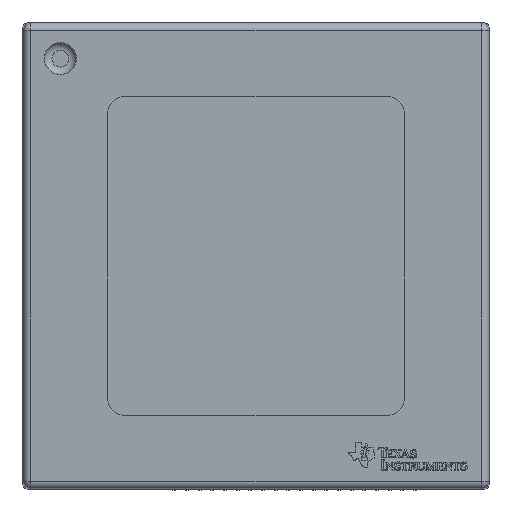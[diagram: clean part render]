
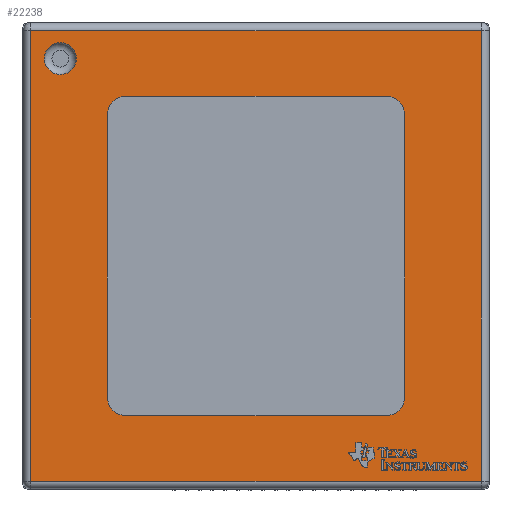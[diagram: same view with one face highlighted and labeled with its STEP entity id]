
A CAD part, top view. The second image highlights one B-rep face of the part: STEP entity #22238.
In plain terms, the highlighted planar face has unit normal (0, 0, 1).
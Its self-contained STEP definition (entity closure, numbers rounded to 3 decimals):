
#691=LINE('',#29882,#3603);
#695=LINE('',#29894,#3607);
#699=LINE('',#29906,#3611);
#703=LINE('',#29917,#3615);
#721=LINE('',#29974,#3633);
#722=LINE('',#29979,#3634);
#723=LINE('',#29985,#3635);
#724=LINE('',#29990,#3636);
#3603=VECTOR('',#24692,6.635);
#3607=VECTOR('',#24704,7.2);
#3611=VECTOR('',#24716,6.635);
#3615=VECTOR('',#24728,7.2);
#3633=VECTOR('',#24788,11.55);
#3634=VECTOR('',#24795,11.55);
#3635=VECTOR('',#24804,11.55);
#3636=VECTOR('',#24813,11.55);
#6546=PLANE('',#23587);
#7592=FACE_BOUND('',#8877,.T.);
#7593=FACE_BOUND('',#8878,.T.);
#7626=FACE_OUTER_BOUND('',#8876,.T.);
#8876=EDGE_LOOP('',(#15740,#15741,#15742,#15743));
#8877=EDGE_LOOP('',(#15744));
#8878=EDGE_LOOP('',(#15745,#15746,#15747,#15748,#15749,#15750,#15751,#15752));
#10104=CIRCLE('',#23535,0.409);
#10105=CIRCLE('',#23538,0.5);
#10107=CIRCLE('',#23542,0.5);
#10109=CIRCLE('',#23546,0.5);
#10111=CIRCLE('',#23550,0.5);
#10150=VERTEX_POINT('',#29868);
#10151=VERTEX_POINT('',#29872);
#10152=VERTEX_POINT('',#29873);
#10155=VERTEX_POINT('',#29881);
#10157=VERTEX_POINT('',#29887);
#10159=VERTEX_POINT('',#29893);
#10161=VERTEX_POINT('',#29899);
#10163=VERTEX_POINT('',#29905);
#10165=VERTEX_POINT('',#29911);
#10183=VERTEX_POINT('',#29970);
#10184=VERTEX_POINT('',#29972);
#10185=VERTEX_POINT('',#29976);
#10186=VERTEX_POINT('',#29982);
#12340=EDGE_CURVE('',#10150,#10150,#10104,.T.);
#12341=EDGE_CURVE('',#10151,#10152,#10105,.T.);
#12345=EDGE_CURVE('',#10155,#10151,#691,.T.);
#12348=EDGE_CURVE('',#10157,#10155,#10107,.T.);
#12351=EDGE_CURVE('',#10159,#10157,#695,.T.);
#12354=EDGE_CURVE('',#10161,#10159,#10109,.T.);
#12357=EDGE_CURVE('',#10163,#10161,#699,.T.);
#12360=EDGE_CURVE('',#10165,#10163,#10111,.T.);
#12363=EDGE_CURVE('',#10152,#10165,#703,.T.);
#12391=EDGE_CURVE('',#10184,#10183,#721,.T.);
#12394=EDGE_CURVE('',#10183,#10185,#722,.T.);
#12397=EDGE_CURVE('',#10185,#10186,#723,.T.);
#12400=EDGE_CURVE('',#10186,#10184,#724,.T.);
#15740=ORIENTED_EDGE('',*,*,#12391,.F.);
#15741=ORIENTED_EDGE('',*,*,#12400,.F.);
#15742=ORIENTED_EDGE('',*,*,#12397,.F.);
#15743=ORIENTED_EDGE('',*,*,#12394,.F.);
#15744=ORIENTED_EDGE('',*,*,#12340,.T.);
#15745=ORIENTED_EDGE('',*,*,#12341,.T.);
#15746=ORIENTED_EDGE('',*,*,#12363,.T.);
#15747=ORIENTED_EDGE('',*,*,#12360,.T.);
#15748=ORIENTED_EDGE('',*,*,#12357,.T.);
#15749=ORIENTED_EDGE('',*,*,#12354,.T.);
#15750=ORIENTED_EDGE('',*,*,#12351,.T.);
#15751=ORIENTED_EDGE('',*,*,#12348,.T.);
#15752=ORIENTED_EDGE('',*,*,#12345,.T.);
#22238=ADVANCED_FACE('',(#7626,#7592,#7593),#6546,.T.);
#23535=AXIS2_PLACEMENT_3D('',#29869,#24678,#24679);
#23538=AXIS2_PLACEMENT_3D('',#29874,#24684,#24685);
#23542=AXIS2_PLACEMENT_3D('',#29888,#24697,#24698);
#23546=AXIS2_PLACEMENT_3D('',#29900,#24709,#24710);
#23550=AXIS2_PLACEMENT_3D('',#29912,#24721,#24722);
#23587=AXIS2_PLACEMENT_3D('',#29993,#24818,#24819);
#24678=DIRECTION('center_axis',(0.,0.,-1.));
#24679=DIRECTION('ref_axis',(-1.,0.,0.));
#24684=DIRECTION('center_axis',(0.,0.,-1.));
#24685=DIRECTION('ref_axis',(1.,0.,0.));
#24692=DIRECTION('',(-1.,0.,0.));
#24697=DIRECTION('center_axis',(0.,0.,-1.));
#24698=DIRECTION('ref_axis',(0.,1.,0.));
#24704=DIRECTION('',(0.,-1.,0.));
#24709=DIRECTION('center_axis',(0.,0.,-1.));
#24710=DIRECTION('ref_axis',(-1.,0.,0.));
#24716=DIRECTION('',(1.,0.,0.));
#24721=DIRECTION('center_axis',(0.,0.,-1.));
#24722=DIRECTION('ref_axis',(0.,-1.,0.));
#24728=DIRECTION('',(0.,1.,0.));
#24788=DIRECTION('',(0.,1.,0.));
#24795=DIRECTION('',(1.,0.,0.));
#24804=DIRECTION('',(0.,-1.,0.));
#24813=DIRECTION('',(-1.,0.,0.));
#24818=DIRECTION('center_axis',(0.,0.,1.));
#24819=DIRECTION('ref_axis',(1.,0.,0.));
#29868=CARTESIAN_POINT('',(-4.609,5.059,1.));
#29869=CARTESIAN_POINT('Origin',(-5.018,5.059,1.));
#29872=CARTESIAN_POINT('',(-3.318,-4.1,1.));
#29873=CARTESIAN_POINT('',(-3.818,-3.6,1.));
#29874=CARTESIAN_POINT('Origin',(-3.318,-3.6,1.));
#29881=CARTESIAN_POINT('',(3.318,-4.1,1.));
#29882=CARTESIAN_POINT('',(1.659,-4.1,1.));
#29887=CARTESIAN_POINT('',(3.818,-3.6,1.));
#29888=CARTESIAN_POINT('Origin',(3.318,-3.6,1.));
#29893=CARTESIAN_POINT('',(3.818,3.6,1.));
#29894=CARTESIAN_POINT('',(3.818,1.8,1.));
#29899=CARTESIAN_POINT('',(3.318,4.1,1.));
#29900=CARTESIAN_POINT('Origin',(3.318,3.6,1.));
#29905=CARTESIAN_POINT('',(-3.318,4.1,1.));
#29906=CARTESIAN_POINT('',(-1.659,4.1,1.));
#29911=CARTESIAN_POINT('',(-3.818,3.6,1.));
#29912=CARTESIAN_POINT('Origin',(-3.318,3.6,1.));
#29917=CARTESIAN_POINT('',(-3.818,-1.8,1.));
#29970=CARTESIAN_POINT('',(-5.775,5.775,1.));
#29972=CARTESIAN_POINT('',(-5.775,-5.775,1.));
#29974=CARTESIAN_POINT('',(-5.775,2.988,1.));
#29976=CARTESIAN_POINT('',(5.775,5.775,1.));
#29979=CARTESIAN_POINT('',(2.988,5.775,1.));
#29982=CARTESIAN_POINT('',(5.775,-5.775,1.));
#29985=CARTESIAN_POINT('',(5.775,-2.988,1.));
#29990=CARTESIAN_POINT('',(-2.988,-5.775,1.));
#29993=CARTESIAN_POINT('Origin',(0.,0.,1.));
